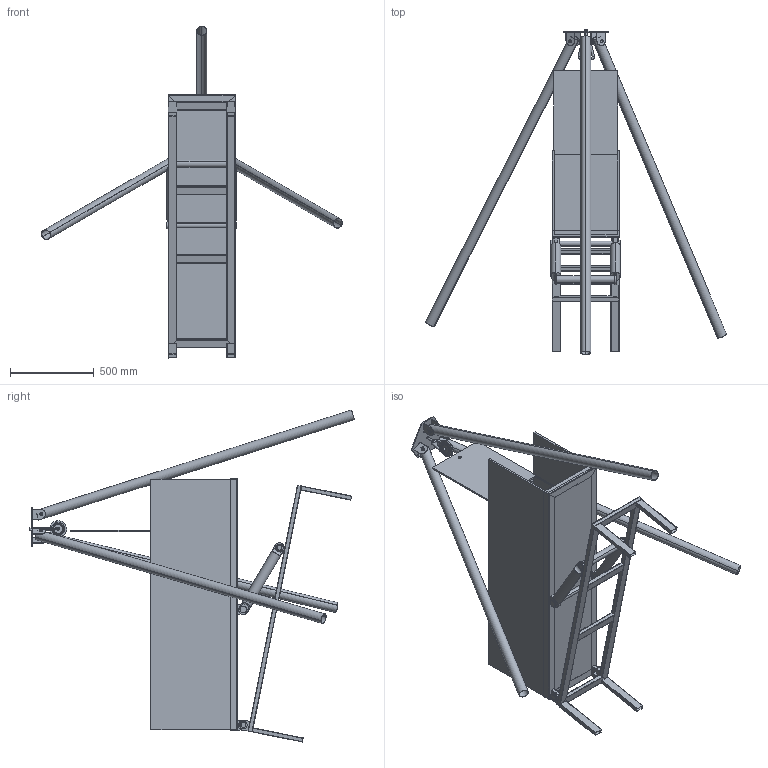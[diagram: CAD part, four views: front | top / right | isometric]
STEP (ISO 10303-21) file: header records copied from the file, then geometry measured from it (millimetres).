
FILE_DESCRIPTION (( 'STEP AP203' ), '1' );
FILE_NAME ('Flume Setup.STEP', '2024-03-03T10:03:24', ( '' ), ( '' ), 'SwSTEP 2.0', 'SolidWorks 2021', '' );
FILE_SCHEMA (( 'CONFIG_CONTROL_DESIGN' ));
Length unit declared in the file: millimetre
Products named in the file (24): pullley holder; Pulley Setup; hexagon nut style 1_is_IS 1364-3 - M10-W-N; glass; recpro1500; pipe; pulley; dowsupp; gate; baswood; uprod; recpro1ft; lbrack1500; recpro100mm; hing10; scre; supp; hin; recpro400; top; lbrack400; flume Stand; Flume Setup; hhs(grade c)_is_IS 1363(Part2) - M10 x 80-WN
Assembly tree (46 placements, depth 3):
  Flume Setup
    flume Stand
      lbrack1500  x2
      lbrack400  x2
      baswood
      glass
      gate
      hin  x4
      supp  x2
      uprod
      dowsupp
      recpro1500  x2
      recpro400  x2
      recpro1ft  x4
      recpro100mm  x2
      hing10  x4
      scre  x2
    Pulley Setup
      top
      pipe  x3
      hhs(grade c)_is_IS 1363(Part2) - M10 x 80-WN  x3
      hexagon nut style 1_is_IS 1364-3 - M10-W-N  x4
      pullley holder
      pulley
Bounding box: 1799.58 x 1942.73 x 1984.96 mm (x, y, z)
Volume: 40310242.3 mm3; surface area: 11229129.7 mm2
Topology: 44 solids, 44 shells, 705 faces, 1639 edges, 1042 vertices
Faces by surface type: plane 396, cylinder 223, cone 64, torus 22
Entity records: 14317 total; most frequent: CARTESIAN_POINT 2644, DIRECTION 1857, ORIENTED_EDGE 1674, EDGE_CURVE 837, AXIS2_PLACEMENT_3D 683, VERTEX_POINT 538, VECTOR 491, LINE 491
